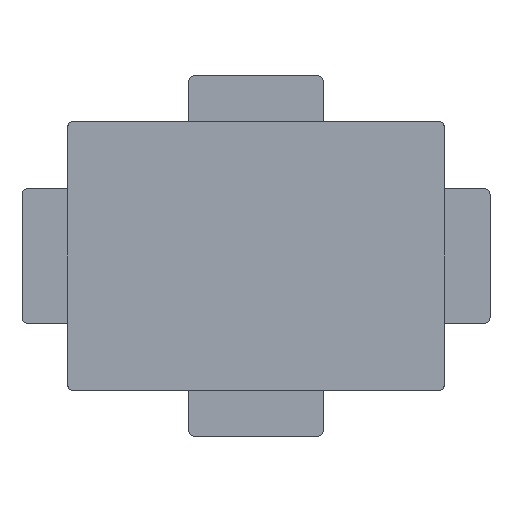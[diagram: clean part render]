
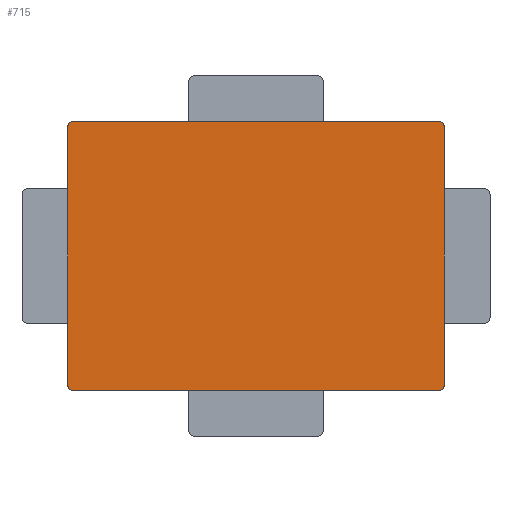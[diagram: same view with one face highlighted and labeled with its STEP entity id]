
A CAD part, front view. The second image highlights one B-rep face of the part: STEP entity #715.
In plain terms, the highlighted planar face has unit normal (0, -1, 0).
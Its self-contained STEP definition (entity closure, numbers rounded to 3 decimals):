
#56=PLANE('',#778);
#87=FACE_OUTER_BOUND('',#121,.T.);
#121=EDGE_LOOP('',(#604,#605,#606,#607,#608,#609,#610,#611));
#189=LINE('',#1151,#275);
#193=LINE('',#1157,#279);
#194=LINE('',#1161,#280);
#195=LINE('',#1165,#281);
#275=VECTOR('',#931,10.);
#279=VECTOR('',#937,10.);
#280=VECTOR('',#940,10.);
#281=VECTOR('',#943,10.);
#328=CIRCLE('',#776,2.);
#329=CIRCLE('',#779,2.);
#330=CIRCLE('',#780,2.);
#331=CIRCLE('',#781,2.);
#386=VERTEX_POINT('',#1144);
#387=VERTEX_POINT('',#1146);
#388=VERTEX_POINT('',#1150);
#389=VERTEX_POINT('',#1156);
#390=VERTEX_POINT('',#1158);
#391=VERTEX_POINT('',#1160);
#392=VERTEX_POINT('',#1162);
#393=VERTEX_POINT('',#1164);
#468=EDGE_CURVE('',#386,#387,#328,.T.);
#470=EDGE_CURVE('',#387,#388,#189,.T.);
#474=EDGE_CURVE('',#389,#386,#193,.T.);
#475=EDGE_CURVE('',#390,#389,#329,.T.);
#476=EDGE_CURVE('',#391,#390,#194,.T.);
#477=EDGE_CURVE('',#392,#391,#330,.T.);
#478=EDGE_CURVE('',#393,#392,#195,.T.);
#479=EDGE_CURVE('',#388,#393,#331,.T.);
#604=ORIENTED_EDGE('',*,*,#468,.F.);
#605=ORIENTED_EDGE('',*,*,#474,.F.);
#606=ORIENTED_EDGE('',*,*,#475,.F.);
#607=ORIENTED_EDGE('',*,*,#476,.F.);
#608=ORIENTED_EDGE('',*,*,#477,.F.);
#609=ORIENTED_EDGE('',*,*,#478,.F.);
#610=ORIENTED_EDGE('',*,*,#479,.F.);
#611=ORIENTED_EDGE('',*,*,#470,.F.);
#715=ADVANCED_FACE('',(#87),#56,.F.);
#776=AXIS2_PLACEMENT_3D('',#1147,#926,#927);
#778=AXIS2_PLACEMENT_3D('',#1155,#935,#936);
#779=AXIS2_PLACEMENT_3D('',#1159,#938,#939);
#780=AXIS2_PLACEMENT_3D('',#1163,#941,#942);
#781=AXIS2_PLACEMENT_3D('',#1166,#944,#945);
#926=DIRECTION('center_axis',(0.,1.,0.));
#927=DIRECTION('ref_axis',(-0.707,0.,0.707));
#931=DIRECTION('',(1.,0.,0.));
#935=DIRECTION('center_axis',(0.,1.,0.));
#936=DIRECTION('ref_axis',(0.,0.,1.));
#937=DIRECTION('',(0.,0.,1.));
#938=DIRECTION('center_axis',(0.,1.,0.));
#939=DIRECTION('ref_axis',(-0.707,0.,-0.707));
#940=DIRECTION('',(-1.,0.,0.));
#941=DIRECTION('center_axis',(0.,1.,0.));
#942=DIRECTION('ref_axis',(0.707,0.,-0.707));
#943=DIRECTION('',(0.,0.,-1.));
#944=DIRECTION('center_axis',(0.,1.,0.));
#945=DIRECTION('ref_axis',(0.707,0.,0.707));
#1144=CARTESIAN_POINT('',(-70.,0.,48.));
#1146=CARTESIAN_POINT('',(-68.,0.,50.));
#1147=CARTESIAN_POINT('Origin',(-68.,0.,48.));
#1150=CARTESIAN_POINT('',(68.,0.,50.));
#1151=CARTESIAN_POINT('',(-70.,0.,50.));
#1155=CARTESIAN_POINT('Origin',(0.,0.,0.));
#1156=CARTESIAN_POINT('',(-70.,0.,-48.));
#1157=CARTESIAN_POINT('',(-70.,0.,-50.));
#1158=CARTESIAN_POINT('',(-68.,0.,-50.));
#1159=CARTESIAN_POINT('Origin',(-68.,0.,-48.));
#1160=CARTESIAN_POINT('',(68.,0.,-50.));
#1161=CARTESIAN_POINT('',(70.,0.,-50.));
#1162=CARTESIAN_POINT('',(70.,0.,-48.));
#1163=CARTESIAN_POINT('Origin',(68.,0.,-48.));
#1164=CARTESIAN_POINT('',(70.,0.,48.));
#1165=CARTESIAN_POINT('',(70.,0.,50.));
#1166=CARTESIAN_POINT('Origin',(68.,0.,48.));
